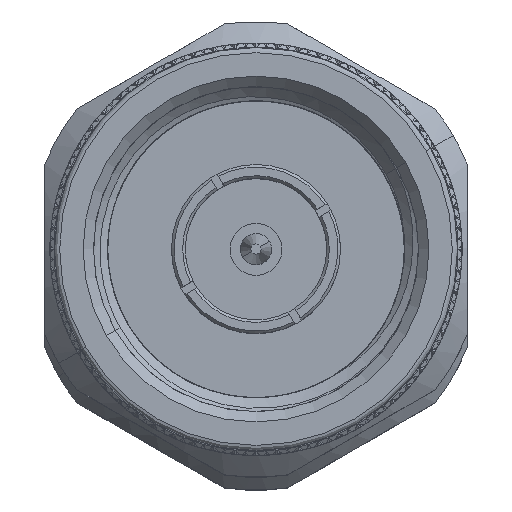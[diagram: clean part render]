
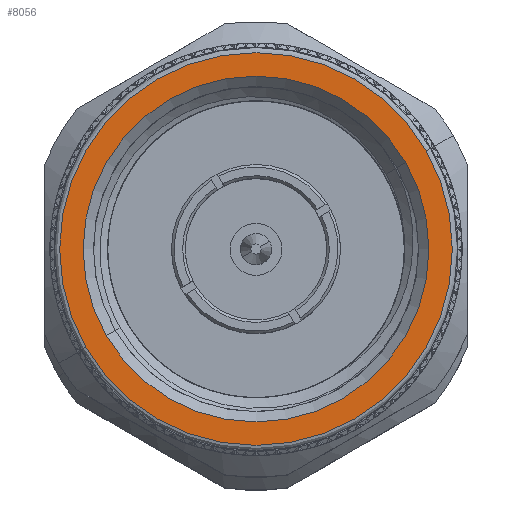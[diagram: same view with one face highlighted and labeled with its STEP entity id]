
A CAD part, top view. The second image highlights one B-rep face of the part: STEP entity #8056.
In plain terms, the highlighted face is planar.
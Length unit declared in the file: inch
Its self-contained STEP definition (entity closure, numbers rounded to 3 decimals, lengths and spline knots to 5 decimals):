
#3544 = AXIS2_PLACEMENT_3D ( 'NONE', #76884, #16108, #9460 ) ;
#3664 = CIRCLE ( 'NONE', #15022, 0.3325 ) ;
#6241 = DIRECTION ( 'NONE',  ( 0., 0., -1. ) ) ;
#8056 = ADVANCED_FACE ( 'NONE', ( #76465, #43208 ), #42780, .F. ) ;
#8143 = EDGE_LOOP ( 'NONE', ( #85323, #73333 ) ) ;
#8470 = AXIS2_PLACEMENT_3D ( 'NONE', #60279, #68240, #35042 ) ;
#9460 = DIRECTION ( 'NONE',  ( 0., 1., 0. ) ) ;
#15022 = AXIS2_PLACEMENT_3D ( 'NONE', #17605, #71710, #80114 ) ;
#15349 = EDGE_CURVE ( 'NONE', #27893, #17342, #3664, .T. ) ;
#16108 = DIRECTION ( 'NONE',  ( 1., 0., 0. ) ) ;
#16699 = AXIS2_PLACEMENT_3D ( 'NONE', #39575, #25381, #6241 ) ;
#17342 = VERTEX_POINT ( 'NONE', #74483 ) ;
#17605 = CARTESIAN_POINT ( 'NONE',  ( 0., 0., 0. ) ) ;
#25381 = DIRECTION ( 'NONE',  ( -1., 0., 0. ) ) ;
#25872 = EDGE_CURVE ( 'NONE', #76132, #73330, #76250, .T. ) ;
#27893 = VERTEX_POINT ( 'NONE', #54158 ) ;
#28977 = CARTESIAN_POINT ( 'NONE',  ( 0., 0., -0.3776 ) ) ;
#35042 = DIRECTION ( 'NONE',  ( 0., 0., -1. ) ) ;
#37962 = EDGE_LOOP ( 'NONE', ( #56674, #38714 ) ) ;
#38714 = ORIENTED_EDGE ( 'NONE', *, *, #47712, .T. ) ;
#39575 = CARTESIAN_POINT ( 'NONE',  ( 0., 0., 0. ) ) ;
#42780 = PLANE ( 'NONE',  #3544 ) ;
#43208 = FACE_OUTER_BOUND ( 'NONE', #8143, .T. ) ;
#44795 = AXIS2_PLACEMENT_3D ( 'NONE', #46520, #48278, #73508 ) ;
#46520 = CARTESIAN_POINT ( 'NONE',  ( 0., 0., 0. ) ) ;
#47712 = EDGE_CURVE ( 'NONE', #17342, #27893, #84384, .T. ) ;
#47997 = CARTESIAN_POINT ( 'NONE',  ( 0., 0., 0.3776 ) ) ;
#48224 = CIRCLE ( 'NONE', #8470, 0.3776 ) ;
#48278 = DIRECTION ( 'NONE',  ( 1., 0., 0. ) ) ;
#54158 = CARTESIAN_POINT ( 'NONE',  ( 0., 0., 0.3325 ) ) ;
#56674 = ORIENTED_EDGE ( 'NONE', *, *, #15349, .T. ) ;
#60279 = CARTESIAN_POINT ( 'NONE',  ( 0., 0., 0. ) ) ;
#68240 = DIRECTION ( 'NONE',  ( -1., 0., 0. ) ) ;
#71710 = DIRECTION ( 'NONE',  ( 1., 0., 0. ) ) ;
#73330 = VERTEX_POINT ( 'NONE', #47997 ) ;
#73333 = ORIENTED_EDGE ( 'NONE', *, *, #77509, .T. ) ;
#73508 = DIRECTION ( 'NONE',  ( 0., 0., -1. ) ) ;
#74483 = CARTESIAN_POINT ( 'NONE',  ( 0., 0., -0.3325 ) ) ;
#76132 = VERTEX_POINT ( 'NONE', #28977 ) ;
#76250 = CIRCLE ( 'NONE', #16699, 0.3776 ) ;
#76465 = FACE_BOUND ( 'NONE', #37962, .T. ) ;
#76884 = CARTESIAN_POINT ( 'NONE',  ( 0., 0., 0. ) ) ;
#77509 = EDGE_CURVE ( 'NONE', #73330, #76132, #48224, .T. ) ;
#80114 = DIRECTION ( 'NONE',  ( 0., 0., -1. ) ) ;
#84384 = CIRCLE ( 'NONE', #44795, 0.3325 ) ;
#85323 = ORIENTED_EDGE ( 'NONE', *, *, #25872, .T. ) ;
